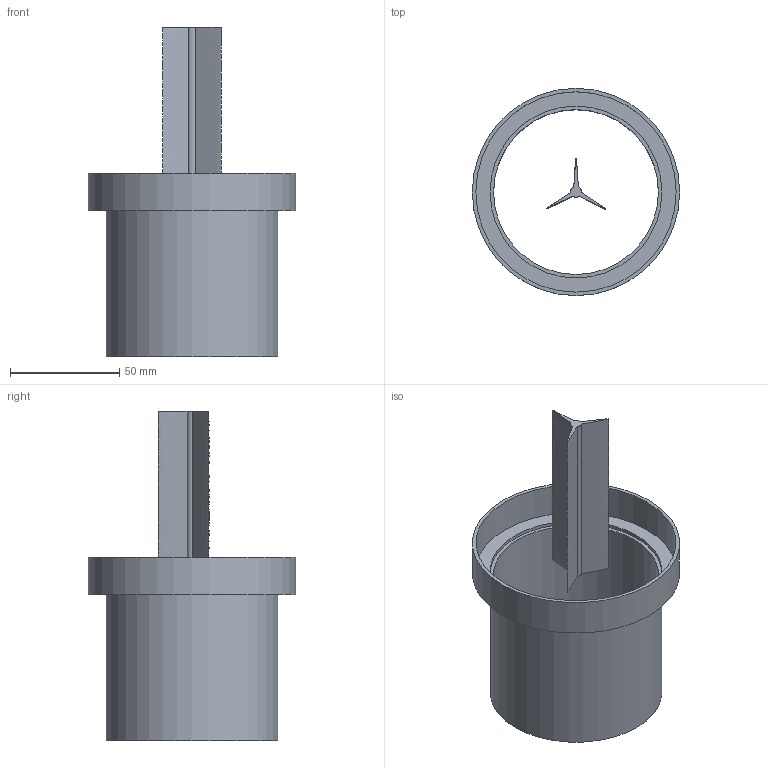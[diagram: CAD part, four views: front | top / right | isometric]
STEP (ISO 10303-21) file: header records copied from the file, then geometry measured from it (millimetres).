
FILE_DESCRIPTION(/* description */ (''),/* implementation_level */ '2;1');
FILE_NAME(/* name */ 'cactus v1.step',/* time_stamp */ '2024-02-08T14:25:54-05:00',/* author */ (''),/* organization */ (''),/* preprocessor_version */ 'ST-DEVELOPER v20',/* originating_system */ 'Autodesk Translation Framework v12.20.1.177',/* authorisation */ '');
FILE_SCHEMA (('AUTOMOTIVE_DESIGN { 1 0 10303 214 3 1 1 }'));
Length unit declared in the file: millimetre
Products named in the file (2): cactus; cactus pot
Assembly tree (1 placements, depth 2):
  cactus
    cactus pot
Bounding box: 94.7 x 94.7 x 150.4 mm (x, y, z)
Volume: 42148 mm3; surface area: 54889 mm2
Topology: 3 solids, 3 shells, 18 faces, 37 edges, 26 vertices
Faces by surface type: cylinder 8, plane 7, bspline 3
Full cylindrical faces by diameter (mm): 75.3 x1, 78.5 x2, 91.5 x1, 94.7 x1
Entity records: 1125 total; most frequent: CARTESIAN_POINT 691, DIRECTION 83, ORIENTED_EDGE 74, EDGE_CURVE 37, AXIS2_PLACEMENT_3D 36, VERTEX_POINT 26, EDGE_LOOP 23, FACE_OUTER_BOUND 18
